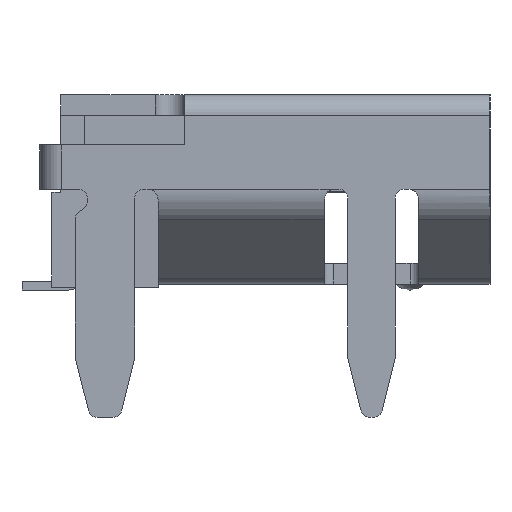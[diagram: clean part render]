
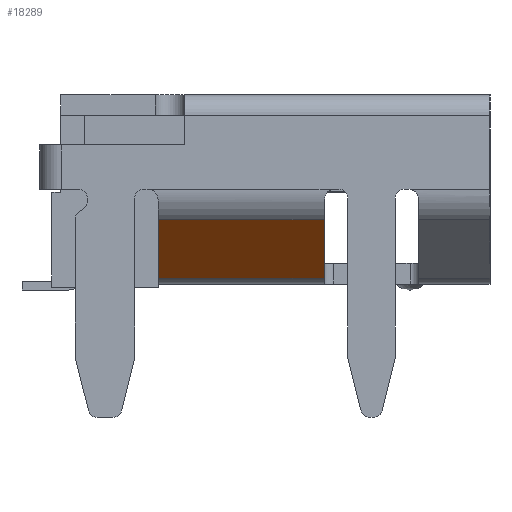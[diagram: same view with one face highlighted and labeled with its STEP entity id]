
A CAD part, left-side view. The second image highlights one B-rep face of the part: STEP entity #18289.
In plain terms, the highlighted planar face has unit normal (-0.681, 0, -0.733).
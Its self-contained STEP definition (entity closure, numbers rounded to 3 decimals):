
#250=PLANE('',#19428);
#1122=FACE_OUTER_BOUND('',#2074,.T.);
#2074=EDGE_LOOP('',(#13525,#13526,#13527,#13528));
#3252=LINE('',#26620,#5647);
#3253=LINE('',#26627,#5648);
#3254=LINE('',#26629,#5649);
#3255=LINE('',#26630,#5650);
#5647=VECTOR('',#21356,2.8);
#5648=VECTOR('',#21367,1.456);
#5649=VECTOR('',#21368,1.456);
#5650=VECTOR('',#21369,2.8);
#8357=VERTEX_POINT('',#26617);
#8358=VERTEX_POINT('',#26619);
#8359=VERTEX_POINT('',#26626);
#8360=VERTEX_POINT('',#26628);
#10314=EDGE_CURVE('',#8358,#8357,#3252,.T.);
#10318=EDGE_CURVE('',#8358,#8359,#3253,.T.);
#10319=EDGE_CURVE('',#8360,#8357,#3254,.T.);
#10320=EDGE_CURVE('',#8359,#8360,#3255,.T.);
#13525=ORIENTED_EDGE('',*,*,#10318,.F.);
#13526=ORIENTED_EDGE('',*,*,#10314,.T.);
#13527=ORIENTED_EDGE('',*,*,#10319,.F.);
#13528=ORIENTED_EDGE('',*,*,#10320,.F.);
#18289=ADVANCED_FACE('',(#1122),#250,.F.);
#19428=AXIS2_PLACEMENT_3D('',#26625,#21365,#21366);
#21356=DIRECTION('',(0.,-1.,0.));
#21365=DIRECTION('center_axis',(0.681,0.,
0.733));
#21366=DIRECTION('ref_axis',(0.733,0.,-0.681));
#21367=DIRECTION('',(-0.733,0.,0.681));
#21368=DIRECTION('',(0.733,0.,-0.681));
#21369=DIRECTION('',(0.,-1.,0.));
#26617=CARTESIAN_POINT('',(-4.315,-4.75,0.196));
#26619=CARTESIAN_POINT('',(-4.315,-1.95,0.196));
#26620=CARTESIAN_POINT('',(-4.315,-0.3,0.196));
#26625=CARTESIAN_POINT('Origin',(-4.315,-0.3,0.196));
#26626=CARTESIAN_POINT('',(-5.381,-1.95,1.187));
#26627=CARTESIAN_POINT('',(-4.315,-1.95,0.196));
#26628=CARTESIAN_POINT('',(-5.381,-4.75,1.187));
#26629=CARTESIAN_POINT('',(-4.315,-4.75,0.196));
#26630=CARTESIAN_POINT('',(-5.381,-0.3,1.187));
